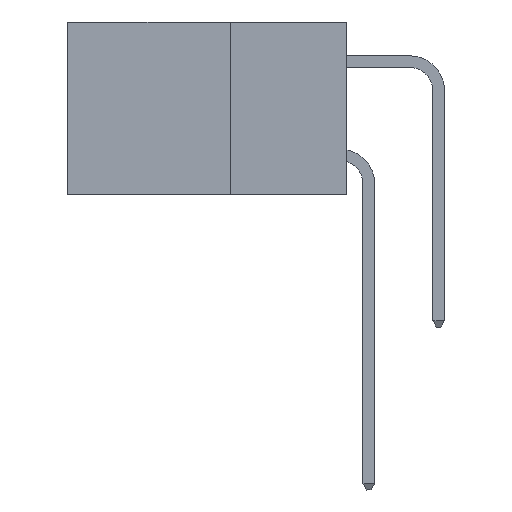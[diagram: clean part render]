
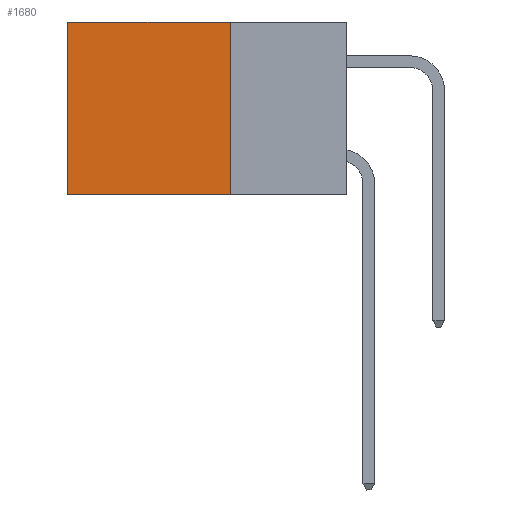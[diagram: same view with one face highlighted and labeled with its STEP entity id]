
A CAD part, left-side view. The second image highlights one B-rep face of the part: STEP entity #1680.
In plain terms, the highlighted planar face has unit normal (-1, 0, 0).
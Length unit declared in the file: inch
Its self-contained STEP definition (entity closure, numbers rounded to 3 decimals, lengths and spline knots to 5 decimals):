
#291 = EDGE_CURVE ( 'NONE', #18064, #15720, #22434, .T. ) ;
#372 = ORIENTED_EDGE ( 'NONE', *, *, #18323, .F. ) ;
#625 = LINE ( 'NONE', #4572, #19749 ) ;
#1563 = VECTOR ( 'NONE', #6982, 39.37008 ) ;
#1638 = CARTESIAN_POINT ( 'NONE',  ( 0.2875, 0.6, 0. ) ) ;
#1680 = ADVANCED_FACE ( 'NONE', ( #20349 ), #2589, .F. ) ;
#2110 = CARTESIAN_POINT ( 'NONE',  ( 0.2875, 0.6, -0.37 ) ) ;
#2585 = DIRECTION ( 'NONE',  ( 0., 0., -1. ) ) ;
#2589 = PLANE ( 'NONE',  #5080 ) ;
#2952 = CARTESIAN_POINT ( 'NONE',  ( 0.2875, 0.25, 0. ) ) ;
#3322 = VECTOR ( 'NONE', #16457, 39.37008 ) ;
#4479 = ORIENTED_EDGE ( 'NONE', *, *, #7004, .T. ) ;
#4572 = CARTESIAN_POINT ( 'NONE',  ( 0.2875, 0.25, -0.37 ) ) ;
#4733 = VERTEX_POINT ( 'NONE', #2952 ) ;
#5080 = AXIS2_PLACEMENT_3D ( 'NONE', #15565, #17393, #6323 ) ;
#6323 = DIRECTION ( 'NONE',  ( 0., 0., -1. ) ) ;
#6982 = DIRECTION ( 'NONE',  ( 0., 1., 0. ) ) ;
#7004 = EDGE_CURVE ( 'NONE', #4733, #18064, #16349, .T. ) ;
#7033 = VECTOR ( 'NONE', #2585, 39.37008 ) ;
#8127 = EDGE_CURVE ( 'NONE', #15629, #15720, #625, .T. ) ;
#8306 = DIRECTION ( 'NONE',  ( 0., 1., 0. ) ) ;
#9203 = ORIENTED_EDGE ( 'NONE', *, *, #291, .T. ) ;
#10947 = ORIENTED_EDGE ( 'NONE', *, *, #8127, .F. ) ;
#11831 = CARTESIAN_POINT ( 'NONE',  ( 0.2875, 0.25, 0. ) ) ;
#14754 = CARTESIAN_POINT ( 'NONE',  ( 0.2875, 0.6, 0. ) ) ;
#14769 = CARTESIAN_POINT ( 'NONE',  ( 0.2875, 0.25, -0.37 ) ) ;
#15565 = CARTESIAN_POINT ( 'NONE',  ( 0.2875, 0.25, 0. ) ) ;
#15629 = VERTEX_POINT ( 'NONE', #14769 ) ;
#15720 = VERTEX_POINT ( 'NONE', #2110 ) ;
#16349 = LINE ( 'NONE', #18056, #1563 ) ;
#16457 = DIRECTION ( 'NONE',  ( 0., 0., -1. ) ) ;
#17393 = DIRECTION ( 'NONE',  ( 1., 0., 0. ) ) ;
#18056 = CARTESIAN_POINT ( 'NONE',  ( 0.2875, 0.25, 0. ) ) ;
#18064 = VERTEX_POINT ( 'NONE', #14754 ) ;
#18323 = EDGE_CURVE ( 'NONE', #4733, #15629, #21206, .T. ) ;
#19749 = VECTOR ( 'NONE', #8306, 39.37008 ) ;
#20349 = FACE_OUTER_BOUND ( 'NONE', #21208, .T. ) ;
#21206 = LINE ( 'NONE', #11831, #7033 ) ;
#21208 = EDGE_LOOP ( 'NONE', ( #9203, #10947, #372, #4479 ) ) ;
#22434 = LINE ( 'NONE', #1638, #3322 ) ;
